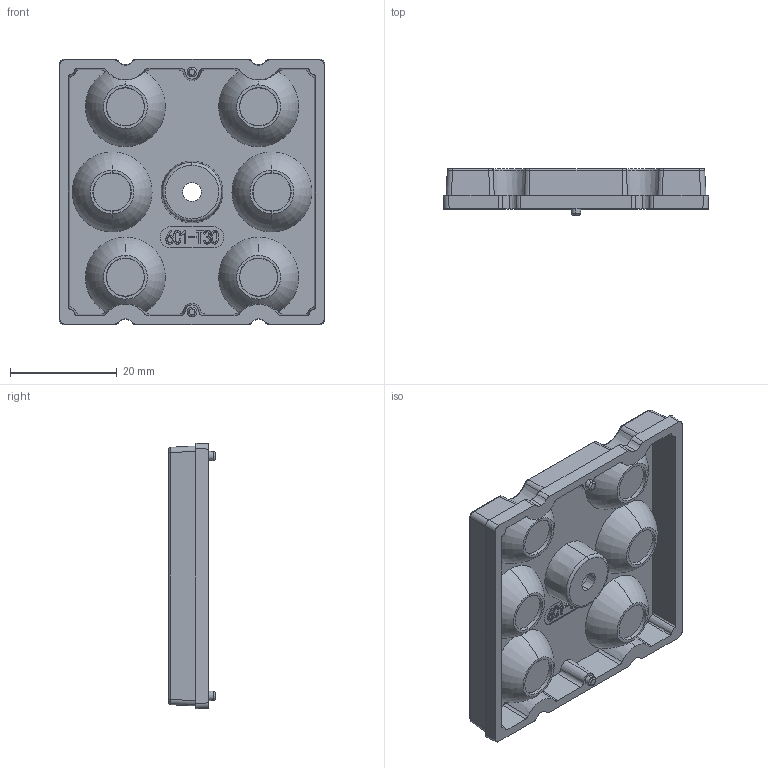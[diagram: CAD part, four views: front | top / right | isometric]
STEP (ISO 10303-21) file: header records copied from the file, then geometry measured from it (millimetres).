
FILE_DESCRIPTION (( 'STEP AP203' ), '1' );
FILE_NAME ('L207-2-066_LD5050-6C1-T30-KH.stp', '2022-04-14T07:31:18', ( 'Windows 蚚誧' ), ( '' ), 'SwSTEP 2.0', 'SolidWorks 2019', '' );
FILE_SCHEMA (( 'CONFIG_CONTROL_DESIGN' ));
Length unit declared in the file: millimetre
Products named in the file (1): L207-2-066_LD5050-6C1-T30-KH
Bounding box: 49.8 x 8.7 x 49.8 mm (x, y, z)
Volume: 9421.4 mm3; surface area: 8333.1 mm2
Topology: 1 solids, 1 shells, 243 faces, 628 edges, 405 vertices
Faces by surface type: plane 78, bspline 73, cone 54, cylinder 26, torus 12
Entity records: 11770 total; most frequent: CARTESIAN_POINT 6457, ORIENTED_EDGE 1254, DIRECTION 851, EDGE_CURVE 627, VERTEX_POINT 405, AXIS2_PLACEMENT_3D 318, EDGE_LOOP 264, FACE_OUTER_BOUND 243
